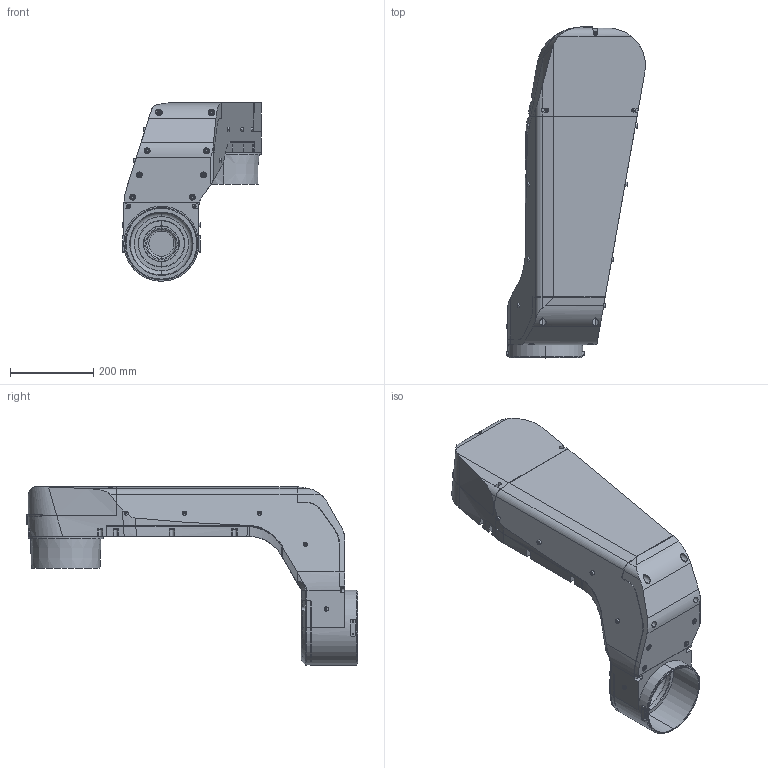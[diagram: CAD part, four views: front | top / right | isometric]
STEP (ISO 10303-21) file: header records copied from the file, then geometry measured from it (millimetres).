
FILE_DESCRIPTION((''),'2;1');
FILE_NAME('N6_A1000S_SR_J1','2019-08-25T20:23:08',('arco0'),(''),'CREO PARAMETRIC BY PTC INC, 2018420','CREO PARAMETRIC BY PTC INC, 2018420','');
FILE_SCHEMA(('AUTOMOTIVE_DESIGN { 1 0 10303 214 1 1 1 1 }'));
Length unit declared in the file: millimetre
Products named in the file (1): N6_A1000S_SR_J1
Bounding box: 333 x 796 x 428.26 mm (x, y, z)
Volume: 25188801.9 mm3; surface area: 1333401.5 mm2
Topology: 1 solids, 1 shells, 950 faces, 2526 edges, 1625 vertices
Faces by surface type: plane 496, cylinder 305, cone 76, sphere 34, torus 31, bspline 8
Entity records: 38906 total; most frequent: CARTESIAN_POINT 7588, ORIENTED_EDGE 4992, DIRECTION 4967, PRESENTATION_STYLE_ASSIGNMENT 2497, STYLED_ITEM 2497, CURVE_STYLE 2496, EDGE_CURVE 2496, AXIS2_PLACEMENT_3D 1797
